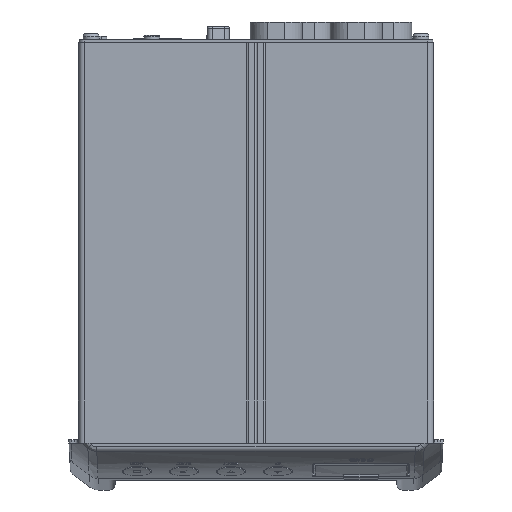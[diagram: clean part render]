
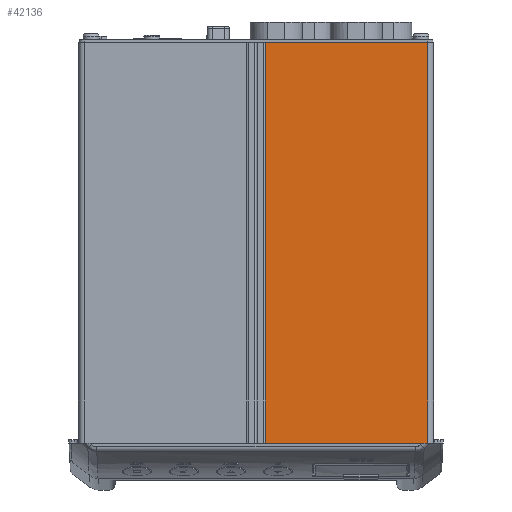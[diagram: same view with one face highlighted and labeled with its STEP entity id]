
A CAD part, front view. The second image highlights one B-rep face of the part: STEP entity #42136.
In plain terms, the highlighted planar face has unit normal (0, -1, 0).
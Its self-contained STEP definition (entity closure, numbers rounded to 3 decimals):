
#10313 = LINE ( 'NONE', #56022, #75619 ) ;
#12213 = CARTESIAN_POINT ( 'NONE',  ( -46.5, -46., 152.5 ) ) ;
#12412 = CARTESIAN_POINT ( 'NONE',  ( 17.4, -46., 16. ) ) ;
#13414 = CARTESIAN_POINT ( 'NONE',  ( 17.4, -46., 152.5 ) ) ;
#13714 = EDGE_CURVE ( 'NONE', #26173, #28132, #23111, .T. ) ;
#14067 = CARTESIAN_POINT ( 'NONE',  ( 72.5, -46., 152.5 ) ) ;
#17738 = ORIENTED_EDGE ( 'NONE', *, *, #55680, .T. ) ;
#17912 = VERTEX_POINT ( 'NONE', #13414 ) ;
#19600 = EDGE_CURVE ( 'NONE', #17912, #26173, #28126, .T. ) ;
#23111 = LINE ( 'NONE', #69281, #26281 ) ;
#23531 = ORIENTED_EDGE ( 'NONE', *, *, #19600, .T. ) ;
#26173 = VERTEX_POINT ( 'NONE', #12412 ) ;
#26281 = VECTOR ( 'NONE', #68862, 1000. ) ;
#28126 = LINE ( 'NONE', #68725, #56754 ) ;
#28132 = VERTEX_POINT ( 'NONE', #28318 ) ;
#28318 = CARTESIAN_POINT ( 'NONE',  ( 72.5, -46., 16. ) ) ;
#30945 = DIRECTION ( 'NONE',  ( 0., 1., 0. ) ) ;
#33399 = VERTEX_POINT ( 'NONE', #14067 ) ;
#33695 = FACE_OUTER_BOUND ( 'NONE', #67276, .T. ) ;
#40250 = ORIENTED_EDGE ( 'NONE', *, *, #13714, .T. ) ;
#42136 = ADVANCED_FACE ( 'NONE', ( #33695 ), #59800, .F. ) ;
#42691 = DIRECTION ( 'NONE',  ( 0., 0., -1. ) ) ;
#44887 = EDGE_CURVE ( 'NONE', #17912, #33399, #77448, .T. ) ;
#55680 = EDGE_CURVE ( 'NONE', #28132, #33399, #10313, .T. ) ;
#56022 = CARTESIAN_POINT ( 'NONE',  ( 72.5, -46., 152.5 ) ) ;
#56754 = VECTOR ( 'NONE', #42691, 1000. ) ;
#56860 = AXIS2_PLACEMENT_3D ( 'NONE', #12213, #30945, #57887 ) ;
#57887 = DIRECTION ( 'NONE',  ( 0., 0., 1. ) ) ;
#59800 = PLANE ( 'NONE',  #56860 ) ;
#64256 = CARTESIAN_POINT ( 'NONE',  ( -46.5, -46., 152.5 ) ) ;
#67276 = EDGE_LOOP ( 'NONE', ( #40250, #17738, #84091, #23531 ) ) ;
#68725 = CARTESIAN_POINT ( 'NONE',  ( 17.4, -46., 16. ) ) ;
#68862 = DIRECTION ( 'NONE',  ( 1., 0., 0. ) ) ;
#69281 = CARTESIAN_POINT ( 'NONE',  ( -46.5, -46., 16. ) ) ;
#75619 = VECTOR ( 'NONE', #81970, 1000. ) ;
#77448 = LINE ( 'NONE', #64256, #82942 ) ;
#81970 = DIRECTION ( 'NONE',  ( 0., 0., 1. ) ) ;
#82942 = VECTOR ( 'NONE', #83783, 1000. ) ;
#83783 = DIRECTION ( 'NONE',  ( 1., 0., 0. ) ) ;
#84091 = ORIENTED_EDGE ( 'NONE', *, *, #44887, .F. ) ;
